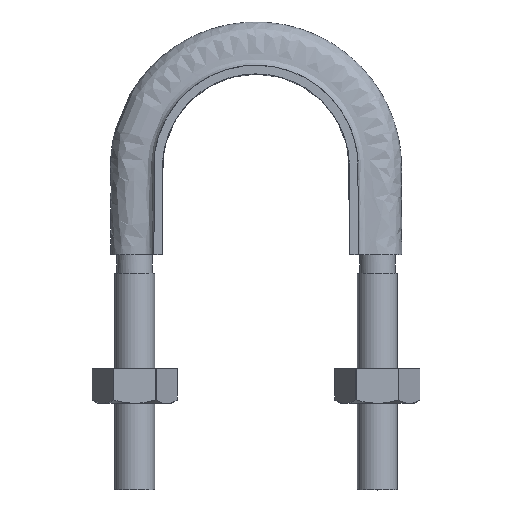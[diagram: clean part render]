
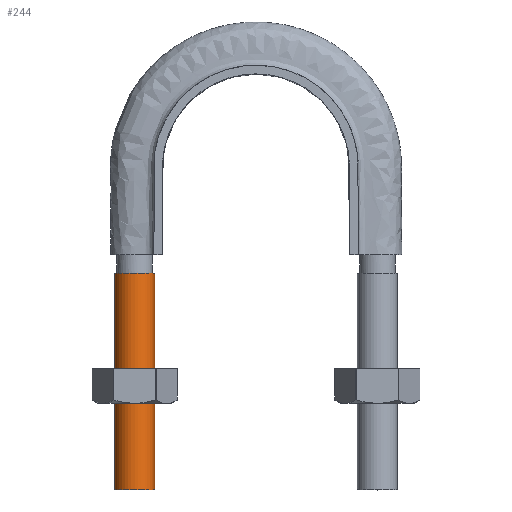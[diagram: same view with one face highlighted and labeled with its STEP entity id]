
A CAD part, top view. The second image highlights one B-rep face of the part: STEP entity #244.
In plain terms, the highlighted cylindrical face has radius 4.6 mm (diameter 9.2 mm), a full revolution.
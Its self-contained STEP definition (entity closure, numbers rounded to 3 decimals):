
#244 = ADVANCED_FACE( '', ( #353, #354 ), #355, .T. );
#353 = FACE_OUTER_BOUND( '', #1350, .T. );
#354 = FACE_OUTER_BOUND( '', #1351, .T. );
#355 = CYLINDRICAL_SURFACE( '', #1352, 4.6 );
#1350 = EDGE_LOOP( '', ( #1633 ) );
#1351 = EDGE_LOOP( '', ( #1634 ) );
#1352 = AXIS2_PLACEMENT_3D( '', #1635, #1636, #1637 );
#1633 = ORIENTED_EDGE( '', *, *, #2048, .T. );
#1634 = ORIENTED_EDGE( '', *, *, #2047, .F. );
#1635 = CARTESIAN_POINT( '', ( -28., 50., 0. ) );
#1636 = DIRECTION( '', ( 0., 1., 0. ) );
#1637 = DIRECTION( '', ( 1., 0., 0. ) );
#2047 = EDGE_CURVE( '', #2225, #2225, #2226, .T. );
#2048 = EDGE_CURVE( '', #2227, #2227, #2228, .T. );
#2225 = VERTEX_POINT( '', #2718 );
#2226 = CIRCLE( '', #2719, 4.6 );
#2227 = VERTEX_POINT( '', #2720 );
#2228 = CIRCLE( '', #2721, 4.6 );
#2718 = CARTESIAN_POINT( '', ( -23.4, 0., 0. ) );
#2719 = AXIS2_PLACEMENT_3D( '', #3108, #3109, #3110 );
#2720 = CARTESIAN_POINT( '', ( -23.4, 50., 0. ) );
#2721 = AXIS2_PLACEMENT_3D( '', #3111, #3112, #3113 );
#3108 = CARTESIAN_POINT( '', ( -28., 0., 0. ) );
#3109 = DIRECTION( '', ( 0., -1., 0. ) );
#3110 = DIRECTION( '', ( 1., 0., 0. ) );
#3111 = CARTESIAN_POINT( '', ( -28., 50., 0. ) );
#3112 = DIRECTION( '', ( 0., -1., 0. ) );
#3113 = DIRECTION( '', ( 1., 0., 0. ) );
